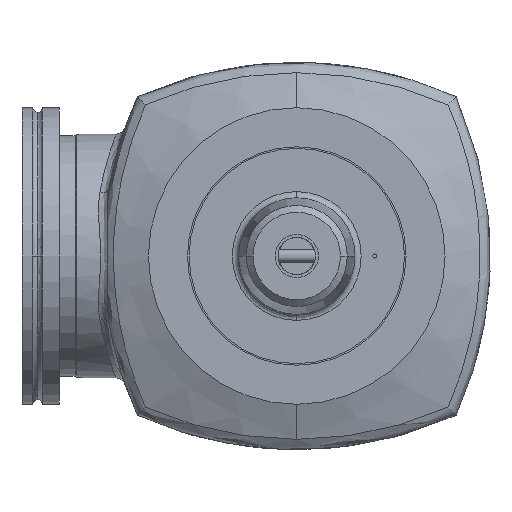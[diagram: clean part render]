
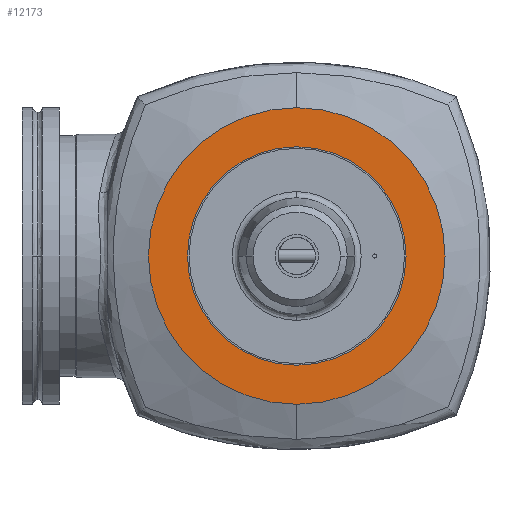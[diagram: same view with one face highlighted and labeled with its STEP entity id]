
A CAD part, front view. The second image highlights one B-rep face of the part: STEP entity #12173.
In plain terms, the highlighted planar face has unit normal (0, -1, 0).
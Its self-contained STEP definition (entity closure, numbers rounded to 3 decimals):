
#679=CARTESIAN_POINT('',(0.0,-88.0,47.5));
#680=VERTEX_POINT('',#679);
#689=CARTESIAN_POINT('',(0.,-88.0,-47.5));
#690=VERTEX_POINT('',#689);
#691=CARTESIAN_POINT('',(0.0,-88.0,0.));
#692=DIRECTION('',(0.0,-1.0,0.0));
#693=DIRECTION('',(0.0,0.0,1.0));
#694=AXIS2_PLACEMENT_3D('',#691,#692,#693);
#695=CIRCLE('',#694,47.5);
#696=EDGE_CURVE('',#690,#680,#695,.T.);
#1678=CARTESIAN_POINT('',(0.0,-88.0,35.));
#1679=VERTEX_POINT('',#1678);
#1688=CARTESIAN_POINT('',(0.,-88.0,-35.));
#1689=VERTEX_POINT('',#1688);
#1690=CARTESIAN_POINT('',(0.0,-88.0,0.));
#1691=DIRECTION('',(0.0,1.0,0.0));
#1692=DIRECTION('',(0.0,0.0,1.0));
#1693=AXIS2_PLACEMENT_3D('',#1690,#1691,#1692);
#1694=CIRCLE('',#1693,35.0);
#1695=EDGE_CURVE('',#1689,#1679,#1694,.T.);
#7918=CARTESIAN_POINT('',(0.0,-88.0,0.));
#7919=DIRECTION('',(0.0,1.0,0.0));
#7920=DIRECTION('',(0.0,0.0,1.0));
#7921=AXIS2_PLACEMENT_3D('',#7918,#7919,#7920);
#7922=CIRCLE('',#7921,35.0);
#7923=EDGE_CURVE('',#1679,#1689,#7922,.T.);
#12121=CARTESIAN_POINT('',(0.0,-88.0,0.));
#12122=DIRECTION('',(0.0,-1.0,0.0));
#12123=DIRECTION('',(0.0,0.0,1.0));
#12124=AXIS2_PLACEMENT_3D('',#12121,#12122,#12123);
#12125=CIRCLE('',#12124,47.5);
#12126=EDGE_CURVE('',#680,#690,#12125,.T.);
#12160=CARTESIAN_POINT('',(0.,-88.0,0.));
#12161=DIRECTION('',(0.0,1.0,0.0));
#12162=DIRECTION('',(1.0,0.0,0.0));
#12163=AXIS2_PLACEMENT_3D('',#12160,#12161,#12162);
#12164=PLANE('',#12163);
#12165=ORIENTED_EDGE('',*,*,#12126,.T.);
#12166=ORIENTED_EDGE('',*,*,#696,.T.);
#12167=EDGE_LOOP('',(#12165,#12166));
#12168=FACE_OUTER_BOUND('',#12167,.T.);
#12169=ORIENTED_EDGE('',*,*,#7923,.T.);
#12170=ORIENTED_EDGE('',*,*,#1695,.T.);
#12171=EDGE_LOOP('',(#12169,#12170));
#12172=FACE_BOUND('',#12171,.T.);
#12173=ADVANCED_FACE('',(#12168,#12172),#12164,.F.);
